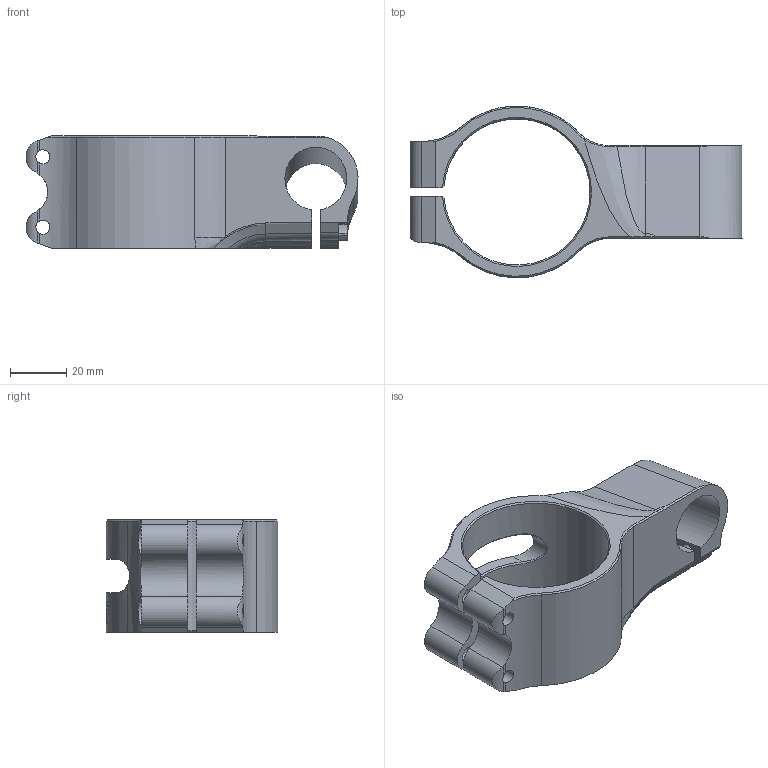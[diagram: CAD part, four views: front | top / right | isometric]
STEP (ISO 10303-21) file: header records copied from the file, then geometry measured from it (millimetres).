
FILE_DESCRIPTION(('STEP AP214'),'1');
FILE_NAME('52 SX.stp','2021-10-05T07:38:42',(' '),(' '),'Spatial InterOp 3D',' ',' ');
FILE_SCHEMA(('AUTOMOTIVE_DESIGN { 1 0 10303 214 1 1 1 1 }'));
Length unit declared in the file: millimetre
Products named in the file (1): manubri Ø52 SX
Bounding box: 117.99 x 60.98 x 40 mm (x, y, z)
Volume: 77024.4 mm3; surface area: 26855.2 mm2
Topology: 1 solids, 1 shells, 134 faces, 400 edges, 269 vertices
Faces by surface type: cylinder 44, plane 37, bspline 27, cone 12, extrusion 8, revolution 6
Full cylindrical faces by diameter (mm): 5 x6, 6.5 x4, 10.5 x2
Entity records: 7528 total; most frequent: CARTESIAN_POINT 3239, ORIENTED_EDGE 744, DIRECTION 517, EDGE_CURVE 372, VERTEX_POINT 259, AXIS2_PLACEMENT_3D 200, EDGE_LOOP 165, B_SPLINE_CURVE_WITH_KNOTS 165
